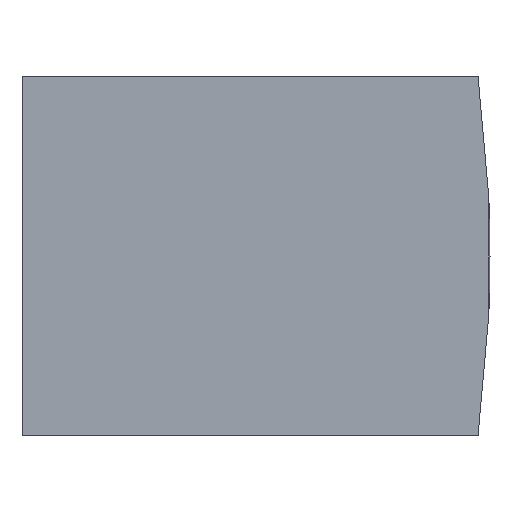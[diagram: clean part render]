
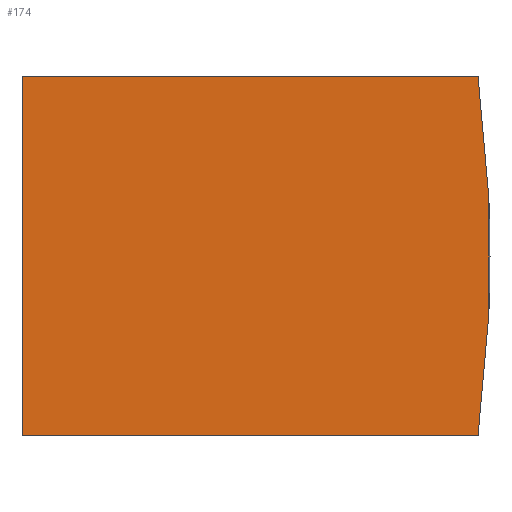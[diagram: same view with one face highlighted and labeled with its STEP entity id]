
A CAD part, left-side view. The second image highlights one B-rep face of the part: STEP entity #174.
In plain terms, the highlighted planar face has unit normal (-1, 0, 0).
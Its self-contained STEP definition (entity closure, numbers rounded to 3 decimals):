
#23=PLANE('',#209);
#32=FACE_OUTER_BOUND('',#43,.T.);
#43=EDGE_LOOP('',(#160,#161,#162,#163));
#52=LINE('',#309,#69);
#57=LINE('',#319,#74);
#60=LINE('',#325,#77);
#69=VECTOR('',#226,10.);
#74=VECTOR('',#235,10.);
#77=VECTOR('',#240,10.);
#81=CIRCLE('',#206,75.5);
#90=VERTEX_POINT('',#306);
#91=VERTEX_POINT('',#308);
#94=VERTEX_POINT('',#318);
#96=VERTEX_POINT('',#324);
#107=EDGE_CURVE('',#90,#91,#52,.T.);
#112=EDGE_CURVE('',#94,#91,#57,.T.);
#115=EDGE_CURVE('',#96,#90,#60,.T.);
#118=EDGE_CURVE('',#94,#96,#81,.T.);
#160=ORIENTED_EDGE('',*,*,#118,.F.);
#161=ORIENTED_EDGE('',*,*,#112,.T.);
#162=ORIENTED_EDGE('',*,*,#107,.F.);
#163=ORIENTED_EDGE('',*,*,#115,.F.);
#174=ADVANCED_FACE('',(#32),#23,.F.);
#206=AXIS2_PLACEMENT_3D('',#330,#245,#246);
#209=AXIS2_PLACEMENT_3D('',#333,#251,#252);
#226=DIRECTION('',(0.,0.,1.));
#235=DIRECTION('',(0.,1.,0.));
#240=DIRECTION('',(0.,1.,0.));
#245=DIRECTION('center_axis',(1.,0.,0.));
#246=DIRECTION('ref_axis',(0.,-0.991,0.132));
#251=DIRECTION('center_axis',(1.,0.,0.));
#252=DIRECTION('ref_axis',(0.,0.,-1.));
#306=CARTESIAN_POINT('',(0.,-49.5,-10.));
#308=CARTESIAN_POINT('',(0.,-49.5,10.));
#309=CARTESIAN_POINT('',(0.,-49.5,-10.));
#318=CARTESIAN_POINT('',(0.,-74.835,10.));
#319=CARTESIAN_POINT('',(0.,-69.5,10.));
#324=CARTESIAN_POINT('',(0.,-74.835,-10.));
#325=CARTESIAN_POINT('',(0.,-74.835,-10.));
#330=CARTESIAN_POINT('Origin',(0.,0.,0.));
#333=CARTESIAN_POINT('Origin',(0.,-72.5,0.));
